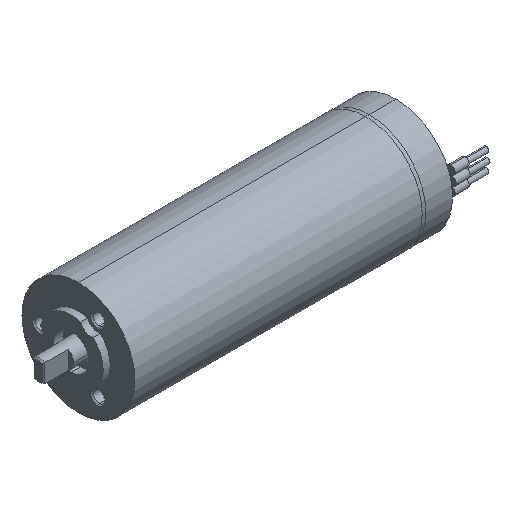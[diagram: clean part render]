
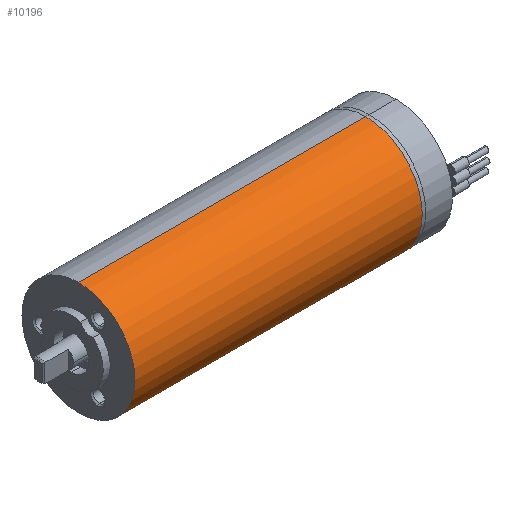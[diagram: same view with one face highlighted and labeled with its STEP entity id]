
A CAD part, isometric view. The second image highlights one B-rep face of the part: STEP entity #10196.
In plain terms, the highlighted cylindrical face has radius 8 mm (diameter 16 mm), a partial arc.
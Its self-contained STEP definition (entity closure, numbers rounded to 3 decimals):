
#897 = AXIS2_PLACEMENT_3D ( 'NONE', #29383, #21721, #3049 ) ;
#3049 = DIRECTION ( 'NONE',  ( 0., 0., -1. ) ) ;
#4154 = DIRECTION ( 'NONE',  ( 0., 0., -1. ) ) ;
#6034 = CARTESIAN_POINT ( 'NONE',  ( 40.7, 0., -8. ) ) ;
#8129 = CARTESIAN_POINT ( 'NONE',  ( 40.7, 0., -8. ) ) ;
#8582 = EDGE_CURVE ( 'NONE', #12458, #19564, #30988, .T. ) ;
#10196 = ADVANCED_FACE ( 'NONE', ( #33747 ), #32103, .T. ) ;
#10707 = ORIENTED_EDGE ( 'NONE', *, *, #8582, .T. ) ;
#11302 = CARTESIAN_POINT ( 'NONE',  ( 0., 0., -8. ) ) ;
#11760 = CIRCLE ( 'NONE', #897, 8. ) ;
#12458 = VERTEX_POINT ( 'NONE', #16173 ) ;
#13137 = EDGE_CURVE ( 'NONE', #12458, #33935, #11760, .T. ) ;
#13411 = ORIENTED_EDGE ( 'NONE', *, *, #22557, .T. ) ;
#13552 = AXIS2_PLACEMENT_3D ( 'NONE', #23826, #23375, #15812 ) ;
#13644 = EDGE_LOOP ( 'NONE', ( #33997, #14108, #10707, #13411 ) ) ;
#14108 = ORIENTED_EDGE ( 'NONE', *, *, #13137, .F. ) ;
#14942 = CARTESIAN_POINT ( 'NONE',  ( 0., 0., 0. ) ) ;
#15417 = VECTOR ( 'NONE', #31357, 1000. ) ;
#15812 = DIRECTION ( 'NONE',  ( 0., 0., 1. ) ) ;
#16173 = CARTESIAN_POINT ( 'NONE',  ( 40.7, 0., 8. ) ) ;
#19564 = VERTEX_POINT ( 'NONE', #29622 ) ;
#20086 = DIRECTION ( 'NONE',  ( 1., 0., 0. ) ) ;
#21261 = CIRCLE ( 'NONE', #28016, 8. ) ;
#21721 = DIRECTION ( 'NONE',  ( 1., 0., 0. ) ) ;
#22204 = VECTOR ( 'NONE', #29160, 1000. ) ;
#22557 = EDGE_CURVE ( 'NONE', #19564, #27113, #21261, .T. ) ;
#23375 = DIRECTION ( 'NONE',  ( -1., 0., 0. ) ) ;
#23826 = CARTESIAN_POINT ( 'NONE',  ( 40.7, 0., 0. ) ) ;
#27113 = VERTEX_POINT ( 'NONE', #11302 ) ;
#27132 = EDGE_CURVE ( 'NONE', #33935, #27113, #29547, .T. ) ;
#28016 = AXIS2_PLACEMENT_3D ( 'NONE', #14942, #20086, #4154 ) ;
#29160 = DIRECTION ( 'NONE',  ( -1., 0., 0. ) ) ;
#29383 = CARTESIAN_POINT ( 'NONE',  ( 40.7, 0., 0. ) ) ;
#29547 = LINE ( 'NONE', #6034, #22204 ) ;
#29622 = CARTESIAN_POINT ( 'NONE',  ( 0., 0., 8. ) ) ;
#30988 = LINE ( 'NONE', #31696, #15417 ) ;
#31357 = DIRECTION ( 'NONE',  ( -1., 0., 0. ) ) ;
#31696 = CARTESIAN_POINT ( 'NONE',  ( 40.7, 0., 8. ) ) ;
#32103 = CYLINDRICAL_SURFACE ( 'NONE', #13552, 8. ) ;
#33747 = FACE_OUTER_BOUND ( 'NONE', #13644, .T. ) ;
#33935 = VERTEX_POINT ( 'NONE', #8129 ) ;
#33997 = ORIENTED_EDGE ( 'NONE', *, *, #27132, .F. ) ;
